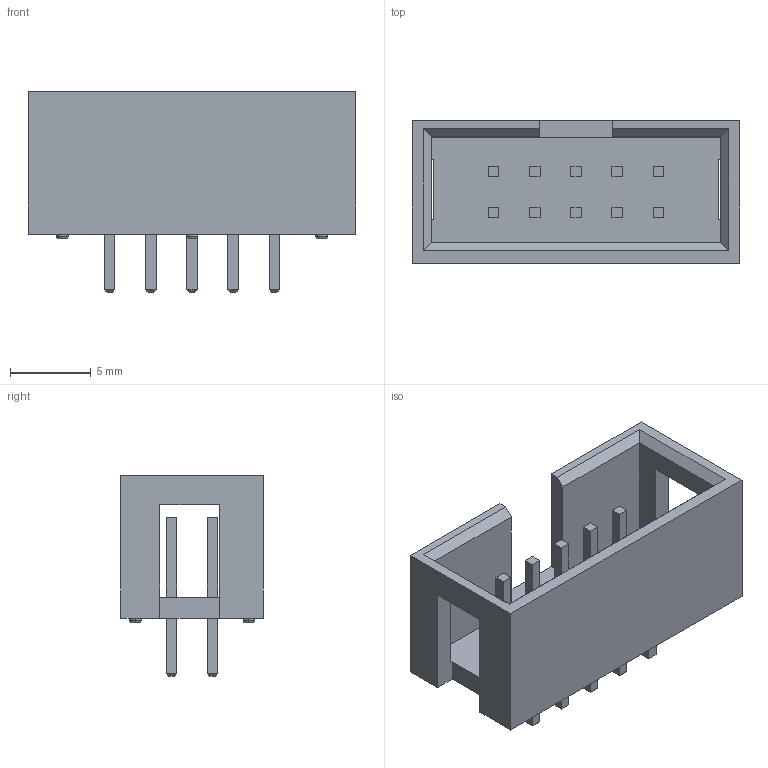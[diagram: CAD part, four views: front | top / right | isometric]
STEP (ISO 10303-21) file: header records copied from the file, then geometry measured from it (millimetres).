
FILE_DESCRIPTION((''),'2;1');
FILE_NAME('SULLINS_SBH11-PBPC-D05-ST','2010-10-04T',('Simon'),(''),'PRO/ENGINEER BY PARAMETRIC TECHNOLOGY CORPORATION, 2008400','PRO/ENGINEER BY PARAMETRIC TECHNOLOGY CORPORATION, 2008400','');
FILE_SCHEMA(('AUTOMOTIVE_DESIGN_CC2 { 1 2 10303 214 -1 1 5 2 }'));
Length unit declared in the file: millimetre
Products named in the file (1): SULLINS_SBH11-PBPC-D05-ST
Bounding box: 20.2 x 8.81 x 12.4 mm (x, y, z)
Volume: 628.7 mm3; surface area: 1334.6 mm2
Topology: 1 solids, 1 shells, 201 faces, 478 edges, 308 vertices
Faces by surface type: plane 177, cylinder 12, torus 12
Entity records: 7921 total; most frequent: CARTESIAN_POINT 986, DIRECTION 950, ORIENTED_EDGE 944, PRESENTATION_STYLE_ASSIGNMENT 548, STYLED_ITEM 490, CURVE_STYLE 489, EDGE_CURVE 472, VECTOR 430
